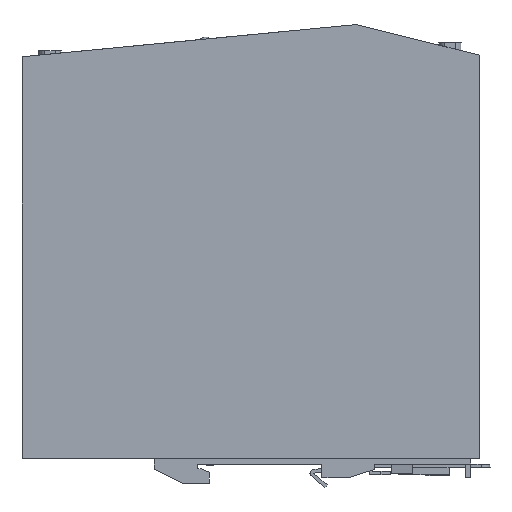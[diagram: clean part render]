
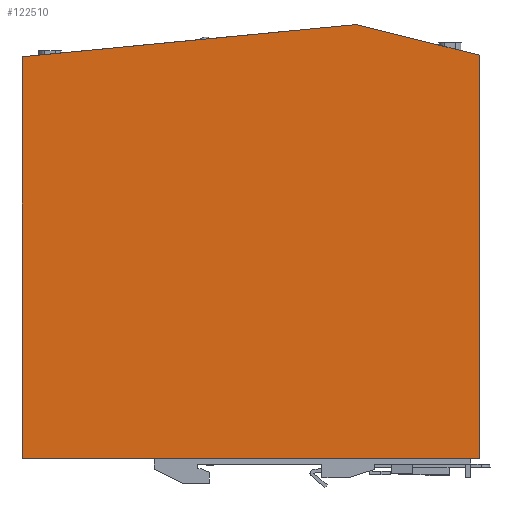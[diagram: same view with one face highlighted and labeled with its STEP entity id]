
A CAD part, left-side view. The second image highlights one B-rep face of the part: STEP entity #122510.
In plain terms, the highlighted planar face has unit normal (-1, 0, 0).
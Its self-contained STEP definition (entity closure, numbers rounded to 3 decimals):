
#21200=CARTESIAN_POINT('',(0.,0.,8.245));
#21210=DIRECTION('',(0.,-1.,0.));
#21220=VECTOR('',#21210,1.);
#21230=LINE('',#21200,#21220);
#21240=CARTESIAN_POINT('',(0.,133.1,8.244));
#21250=VERTEX_POINT('',#21240);
#21260=CARTESIAN_POINT('',(0.,3.068,8.245));
#21270=VERTEX_POINT('',#21260);
#21280=EDGE_CURVE('',#21250,#21270,#21230,.T.);
#22450=CARTESIAN_POINT('',(0.,38.007,131.665));
#22460=VERTEX_POINT('',#22450);
#22630=CARTESIAN_POINT('',(0.,3.068,122.954));
#22640=VERTEX_POINT('',#22630);
#22670=CARTESIAN_POINT('',(0.,0.,122.189));
#22680=DIRECTION('',(0.,-0.97,-0.242));
#22690=VECTOR('',#22680,1.);
#22700=LINE('',#22670,#22690);
#22710=EDGE_CURVE('',#22460,#22640,#22700,.T.);
#45020=CARTESIAN_POINT('',(0.,133.1,122.509));
#45030=VERTEX_POINT('',#45020);
#45080=CARTESIAN_POINT('',(0.,133.1,0.));
#45090=DIRECTION('',(0.,0.,1.));
#45100=VECTOR('',#45090,1.);
#45110=LINE('',#45080,#45100);
#45120=EDGE_CURVE('',#21250,#45030,#45110,.T.);
#122240=CARTESIAN_POINT('',(0.,3.068,0.));
#122250=DIRECTION('',(0.,0.,1.));
#122260=VECTOR('',#122250,1.);
#122270=LINE('',#122240,#122260);
#122280=EDGE_CURVE('',#21270,#22640,#122270,.T.);
#122340=CARTESIAN_POINT('',(0.,135.,8.244));
#122350=DIRECTION('',(1.,-0.,0.));
#122360=DIRECTION('',(0.,1.,0.));
#122370=AXIS2_PLACEMENT_3D('',#122340,#122350,#122360);
#122380=PLANE('',#122370);
#122390=ORIENTED_EDGE('',*,*,#22710,.F.);
#122400=ORIENTED_EDGE('',*,*,#122280,.T.);
#122410=ORIENTED_EDGE('',*,*,#21280,.T.);
#122420=ORIENTED_EDGE('',*,*,#45120,.F.);
#122430=CARTESIAN_POINT('',(0.,0.,135.325));
#122440=DIRECTION('',(0.,-0.995,0.096));
#122450=VECTOR('',#122440,1.);
#122460=LINE('',#122430,#122450);
#122470=EDGE_CURVE('',#45030,#22460,#122460,.T.);
#122480=ORIENTED_EDGE('',*,*,#122470,.F.);
#122490=EDGE_LOOP('',(#122480,#122420,#122410,#122400,#122390));
#122500=FACE_OUTER_BOUND('',#122490,.T.);
#122510=ADVANCED_FACE('',(#122500),#122380,.F.);
